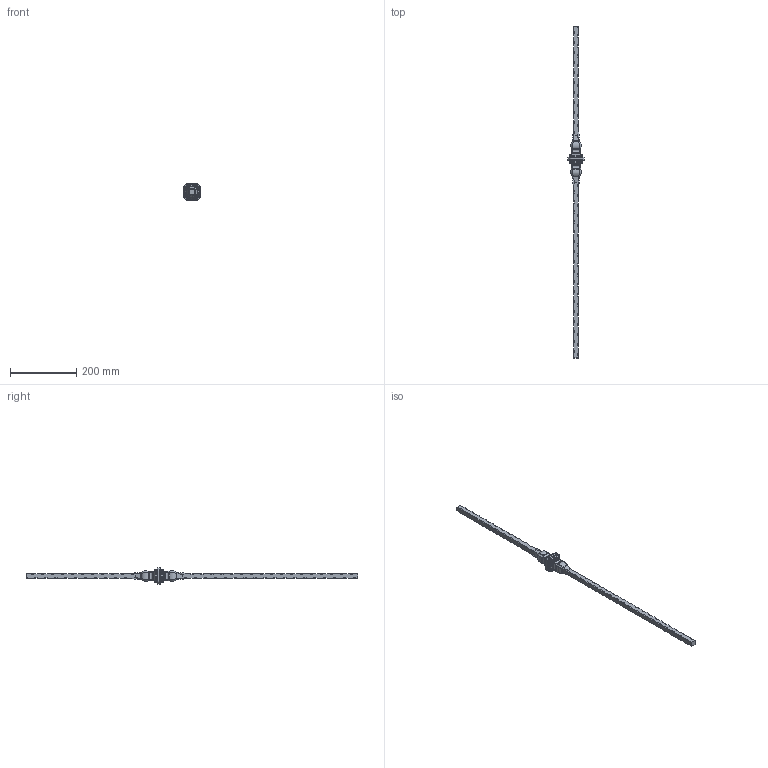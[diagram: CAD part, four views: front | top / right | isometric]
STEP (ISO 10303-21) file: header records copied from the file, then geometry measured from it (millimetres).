
FILE_DESCRIPTION (( 'STEP AP203' ), '1' );
FILE_NAME ('1267.step', '2023-06-23T07:49:50', ( '' ), ( '' ), 'SwSTEP 2.0', 'SolidWorks 2018', '' );
FILE_SCHEMA (( 'CONFIG_CONTROL_DESIGN' ));
Length unit declared in the file: millimetre
Products named in the file (1): 1267
Bounding box: 50 x 1000 x 50 mm (x, y, z)
Volume: 308428.9 mm3; surface area: 68428.3 mm2
Topology: 1 solids, 1 shells, 737 faces, 2150 edges, 1206 vertices
Faces by surface type: cylinder 222, plane 202, torus 182, bspline 131
Entity records: 27241 total; most frequent: CARTESIAN_POINT 10159, ORIENTED_EDGE 3840, DIRECTION 3232, EDGE_CURVE 1920, VERTEX_POINT 1206, AXIS2_PLACEMENT_3D 1163, LINE 906, VECTOR 906
